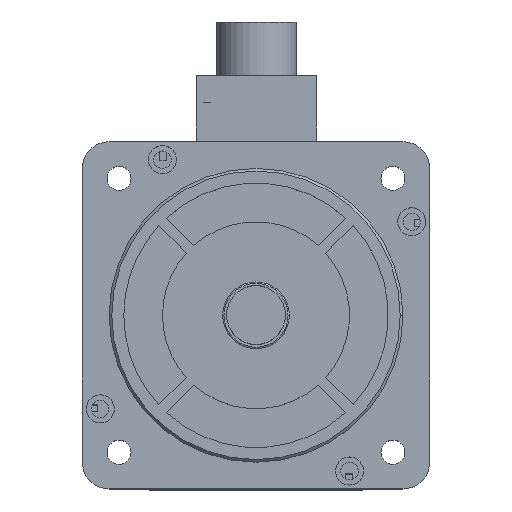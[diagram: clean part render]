
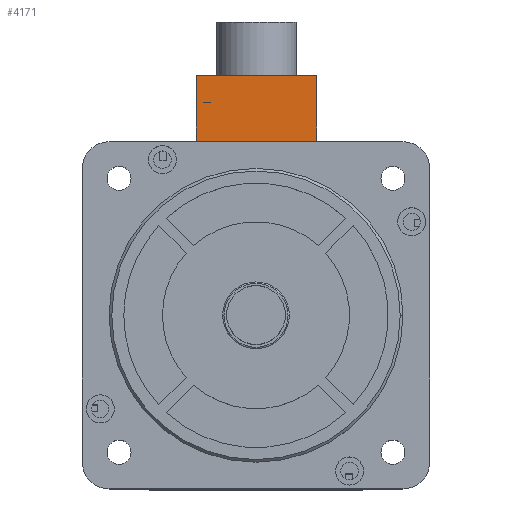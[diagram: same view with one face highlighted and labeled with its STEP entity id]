
A CAD part, top view. The second image highlights one B-rep face of the part: STEP entity #4171.
In plain terms, the highlighted face is planar.
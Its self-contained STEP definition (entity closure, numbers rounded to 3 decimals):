
#555 = LINE ( 'NONE', #18507, #3116 ) ;
#689 = CARTESIAN_POINT ( 'NONE',  ( 0., 0., 0. ) ) ;
#829 = EDGE_LOOP ( 'NONE', ( #7437, #14438, #13494, #22449 ) ) ;
#1347 = VECTOR ( 'NONE', #24020, 1000. ) ;
#1646 = DIRECTION ( 'NONE',  ( 0., 0., -1. ) ) ;
#1753 = VECTOR ( 'NONE', #12981, 1000. ) ;
#2934 = CARTESIAN_POINT ( 'NONE',  ( 45., 0., -25. ) ) ;
#3116 = VECTOR ( 'NONE', #6246, 1000. ) ;
#3626 = DIRECTION ( 'NONE',  ( 0., -1., 0. ) ) ;
#3825 = EDGE_CURVE ( 'NONE', #12636, #11728, #555, .T. ) ;
#3926 = LINE ( 'NONE', #23935, #1347 ) ;
#4171 = ADVANCED_FACE ( 'NONE', ( #21110 ), #19571, .T. ) ;
#4210 = AXIS2_PLACEMENT_3D ( 'NONE', #23237, #3626, #1646 ) ;
#5159 = EDGE_CURVE ( 'NONE', #11728, #12547, #15644, .T. ) ;
#6246 = DIRECTION ( 'NONE',  ( 1., 0., 0. ) ) ;
#7437 = ORIENTED_EDGE ( 'NONE', *, *, #25241, .F. ) ;
#7660 = VECTOR ( 'NONE', #13536, 1000. ) ;
#9164 = EDGE_CURVE ( 'NONE', #12636, #14155, #3926, .T. ) ;
#9244 = CARTESIAN_POINT ( 'NONE',  ( 0., 0., 0. ) ) ;
#11728 = VERTEX_POINT ( 'NONE', #2934 ) ;
#12547 = VERTEX_POINT ( 'NONE', #25886 ) ;
#12636 = VERTEX_POINT ( 'NONE', #24018 ) ;
#12641 = LINE ( 'NONE', #9244, #1753 ) ;
#12981 = DIRECTION ( 'NONE',  ( 1., 0., 0. ) ) ;
#13494 = ORIENTED_EDGE ( 'NONE', *, *, #3825, .T. ) ;
#13536 = DIRECTION ( 'NONE',  ( 0., 0., 1. ) ) ;
#14155 = VERTEX_POINT ( 'NONE', #689 ) ;
#14438 = ORIENTED_EDGE ( 'NONE', *, *, #9164, .F. ) ;
#15644 = LINE ( 'NONE', #25782, #7660 ) ;
#18507 = CARTESIAN_POINT ( 'NONE',  ( 0., 0., -25. ) ) ;
#19571 = PLANE ( 'NONE',  #4210 ) ;
#21110 = FACE_OUTER_BOUND ( 'NONE', #829, .T. ) ;
#22449 = ORIENTED_EDGE ( 'NONE', *, *, #5159, .T. ) ;
#23237 = CARTESIAN_POINT ( 'NONE',  ( 0., 0., -25. ) ) ;
#23935 = CARTESIAN_POINT ( 'NONE',  ( 0., 0., -25. ) ) ;
#24018 = CARTESIAN_POINT ( 'NONE',  ( 0., 0., -25. ) ) ;
#24020 = DIRECTION ( 'NONE',  ( 0., 0., 1. ) ) ;
#25241 = EDGE_CURVE ( 'NONE', #14155, #12547, #12641, .T. ) ;
#25782 = CARTESIAN_POINT ( 'NONE',  ( 45., 0., -25. ) ) ;
#25886 = CARTESIAN_POINT ( 'NONE',  ( 45., 0., 0. ) ) ;
